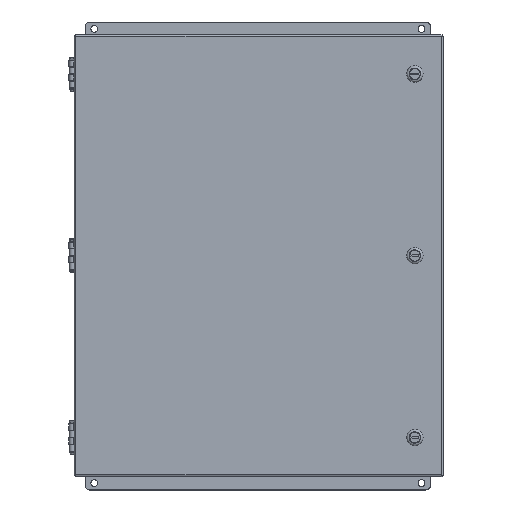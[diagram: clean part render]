
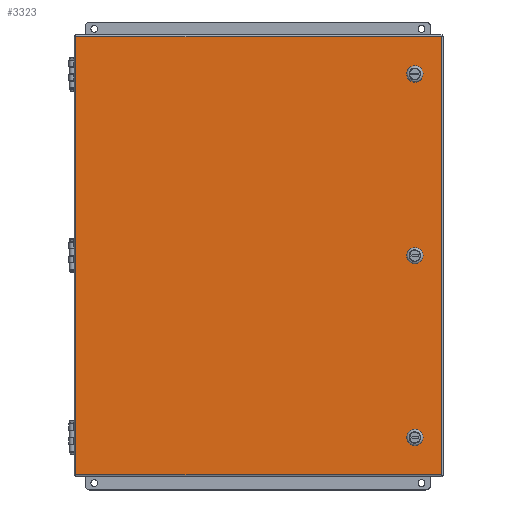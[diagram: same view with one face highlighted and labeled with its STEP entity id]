
A CAD part, top view. The second image highlights one B-rep face of the part: STEP entity #3323.
In plain terms, the highlighted face is planar.
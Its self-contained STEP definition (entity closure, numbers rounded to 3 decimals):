
#3323 = ADVANCED_FACE( '', ( #8082, #8083, #8084, #8085 ), #8086, .T. );
#8082 = FACE_BOUND( '', #18562, .T. );
#8083 = FACE_BOUND( '', #18563, .T. );
#8084 = FACE_BOUND( '', #18564, .T. );
#8085 = FACE_OUTER_BOUND( '', #18565, .T. );
#8086 = PLANE( '', #18566 );
#18562 = EDGE_LOOP( '', ( #52013, #52014, #52015, #52016 ) );
#18563 = EDGE_LOOP( '', ( #52017, #52018, #52019, #52020 ) );
#18564 = EDGE_LOOP( '', ( #52021, #52022, #52023, #52024 ) );
#18565 = EDGE_LOOP( '', ( #52025, #52026, #52027, #52028 ) );
#18566 = AXIS2_PLACEMENT_3D( '', #52029, #52030, #52031 );
#52013 = ORIENTED_EDGE( '', *, *, #72140, .F. );
#52014 = ORIENTED_EDGE( '', *, *, #71539, .F. );
#52015 = ORIENTED_EDGE( '', *, *, #72141, .F. );
#52016 = ORIENTED_EDGE( '', *, *, #72142, .F. );
#52017 = ORIENTED_EDGE( '', *, *, #72143, .F. );
#52018 = ORIENTED_EDGE( '', *, *, #72144, .F. );
#52019 = ORIENTED_EDGE( '', *, *, #72145, .F. );
#52020 = ORIENTED_EDGE( '', *, *, #72146, .F. );
#52021 = ORIENTED_EDGE( '', *, *, #72147, .F. );
#52022 = ORIENTED_EDGE( '', *, *, #72148, .F. );
#52023 = ORIENTED_EDGE( '', *, *, #72149, .F. );
#52024 = ORIENTED_EDGE( '', *, *, #72150, .F. );
#52025 = ORIENTED_EDGE( '', *, *, #72151, .T. );
#52026 = ORIENTED_EDGE( '', *, *, #72152, .F. );
#52027 = ORIENTED_EDGE( '', *, *, #72153, .T. );
#52028 = ORIENTED_EDGE( '', *, *, #72154, .T. );
#52029 = CARTESIAN_POINT( '', ( -257.81, 0., -308.61 ) );
#52030 = DIRECTION( '', ( 0., -1., 0. ) );
#52031 = DIRECTION( '', ( 0., 0., -1. ) );
#71539 = EDGE_CURVE( '', #79077, #79079, #79080, .T. );
#72140 = EDGE_CURVE( '', #79079, #80121, #80122, .T. );
#72141 = EDGE_CURVE( '', #80123, #79077, #80124, .T. );
#72142 = EDGE_CURVE( '', #80121, #80123, #80125, .T. );
#72143 = EDGE_CURVE( '', #80126, #80127, #80128, .T. );
#72144 = EDGE_CURVE( '', #80129, #80126, #80130, .T. );
#72145 = EDGE_CURVE( '', #80131, #80129, #80132, .T. );
#72146 = EDGE_CURVE( '', #80127, #80131, #80133, .T. );
#72147 = EDGE_CURVE( '', #80134, #80135, #80136, .T. );
#72148 = EDGE_CURVE( '', #80137, #80134, #80138, .T. );
#72149 = EDGE_CURVE( '', #80139, #80137, #80140, .T. );
#72150 = EDGE_CURVE( '', #80135, #80139, #80141, .T. );
#72151 = EDGE_CURVE( '', #77889, #80142, #80143, .T. );
#72152 = EDGE_CURVE( '', #80144, #80142, #80145, .T. );
#72153 = EDGE_CURVE( '', #80144, #79122, #80146, .T. );
#72154 = EDGE_CURVE( '', #79122, #77889, #80147, .T. );
#77889 = VERTEX_POINT( '', #88238 );
#79077 = VERTEX_POINT( '', #90933 );
#79079 = VERTEX_POINT( '', #90936 );
#79080 = LINE( '', #90937, #90938 );
#79122 = VERTEX_POINT( '', #91047 );
#80121 = VERTEX_POINT( '', #93503 );
#80122 = CIRCLE( '', #93504, 9.716 );
#80123 = VERTEX_POINT( '', #93505 );
#80124 = CIRCLE( '', #93506, 9.716 );
#80125 = LINE( '', #93507, #93508 );
#80126 = VERTEX_POINT( '', #93509 );
#80127 = VERTEX_POINT( '', #93510 );
#80128 = CIRCLE( '', #93511, 9.716 );
#80129 = VERTEX_POINT( '', #93512 );
#80130 = LINE( '', #93513, #93514 );
#80131 = VERTEX_POINT( '', #93515 );
#80132 = CIRCLE( '', #93516, 9.716 );
#80133 = LINE( '', #93517, #93518 );
#80134 = VERTEX_POINT( '', #93519 );
#80135 = VERTEX_POINT( '', #93520 );
#80136 = CIRCLE( '', #93521, 9.716 );
#80137 = VERTEX_POINT( '', #93522 );
#80138 = LINE( '', #93523, #93524 );
#80139 = VERTEX_POINT( '', #93525 );
#80140 = CIRCLE( '', #93526, 9.716 );
#80141 = LINE( '', #93527, #93528 );
#80142 = VERTEX_POINT( '', #93529 );
#80143 = LINE( '', #93530, #93531 );
#80144 = VERTEX_POINT( '', #93532 );
#80145 = LINE( '', #93533, #93534 );
#80146 = LINE( '', #93535, #93536 );
#80147 = LINE( '', #93537, #93538 );
#88238 = CARTESIAN_POINT( '', ( 255.473, 0., -306.273 ) );
#90933 = CARTESIAN_POINT( '', ( 226.441, 0., 248.678 ) );
#90936 = CARTESIAN_POINT( '', ( 226.441, 0., 259.322 ) );
#90937 = CARTESIAN_POINT( '', ( 226.441, 0., 259.322 ) );
#90938 = VECTOR( '', #114682, 1000. );
#91047 = CARTESIAN_POINT( '', ( -255.473, 0., -306.273 ) );
#93503 = CARTESIAN_POINT( '', ( 210.185, 0., 259.322 ) );
#93504 = AXIS2_PLACEMENT_3D( '', #115168, #115169, #115170 );
#93505 = CARTESIAN_POINT( '', ( 210.185, 0., 248.678 ) );
#93506 = AXIS2_PLACEMENT_3D( '', #115171, #115172, #115173 );
#93507 = CARTESIAN_POINT( '', ( 210.185, 0., 259.322 ) );
#93508 = VECTOR( '', #115174, 1000. );
#93509 = CARTESIAN_POINT( '', ( 226.441, 0., 5.322 ) );
#93510 = CARTESIAN_POINT( '', ( 210.185, 0., 5.322 ) );
#93511 = AXIS2_PLACEMENT_3D( '', #115175, #115176, #115177 );
#93512 = CARTESIAN_POINT( '', ( 226.441, 0., -5.322 ) );
#93513 = CARTESIAN_POINT( '', ( 226.441, 0., 5.322 ) );
#93514 = VECTOR( '', #115178, 1000. );
#93515 = CARTESIAN_POINT( '', ( 210.185, 0., -5.322 ) );
#93516 = AXIS2_PLACEMENT_3D( '', #115179, #115180, #115181 );
#93517 = CARTESIAN_POINT( '', ( 210.185, 0., 5.322 ) );
#93518 = VECTOR( '', #115182, 1000. );
#93519 = CARTESIAN_POINT( '', ( 226.441, 0., -248.678 ) );
#93520 = CARTESIAN_POINT( '', ( 210.185, 0., -248.678 ) );
#93521 = AXIS2_PLACEMENT_3D( '', #115183, #115184, #115185 );
#93522 = CARTESIAN_POINT( '', ( 226.441, 0., -259.322 ) );
#93523 = CARTESIAN_POINT( '', ( 226.441, 0., -248.678 ) );
#93524 = VECTOR( '', #115186, 1000. );
#93525 = CARTESIAN_POINT( '', ( 210.185, 0., -259.322 ) );
#93526 = AXIS2_PLACEMENT_3D( '', #115187, #115188, #115189 );
#93527 = CARTESIAN_POINT( '', ( 210.185, 0., -248.678 ) );
#93528 = VECTOR( '', #115190, 1000. );
#93529 = CARTESIAN_POINT( '', ( 255.473, 0., 306.273 ) );
#93530 = CARTESIAN_POINT( '', ( 255.473, 0., 306.273 ) );
#93531 = VECTOR( '', #115191, 1000. );
#93532 = CARTESIAN_POINT( '', ( -255.473, 0., 306.273 ) );
#93533 = CARTESIAN_POINT( '', ( -255.473, 0., 306.273 ) );
#93534 = VECTOR( '', #115192, 1000. );
#93535 = CARTESIAN_POINT( '', ( -255.473, 0., -308.61 ) );
#93536 = VECTOR( '', #115193, 1000. );
#93537 = CARTESIAN_POINT( '', ( 257.81, 0., -306.273 ) );
#93538 = VECTOR( '', #115194, 1000. );
#114682 = DIRECTION( '', ( 0., 0., 1. ) );
#115168 = CARTESIAN_POINT( '', ( 218.313, 0., 254. ) );
#115169 = DIRECTION( '', ( 0., -1., 0. ) );
#115170 = DIRECTION( '', ( 1., 0., 0. ) );
#115171 = CARTESIAN_POINT( '', ( 218.313, 0., 254. ) );
#115172 = DIRECTION( '', ( 0., -1., 0. ) );
#115173 = DIRECTION( '', ( 1., 0., 0. ) );
#115174 = DIRECTION( '', ( 0., 0., -1. ) );
#115175 = CARTESIAN_POINT( '', ( 218.313, 0., 0. ) );
#115176 = DIRECTION( '', ( 0., -1., 0. ) );
#115177 = DIRECTION( '', ( 1., 0., 0. ) );
#115178 = DIRECTION( '', ( 0., 0., 1. ) );
#115179 = CARTESIAN_POINT( '', ( 218.313, 0., 0. ) );
#115180 = DIRECTION( '', ( 0., -1., 0. ) );
#115181 = DIRECTION( '', ( 1., 0., 0. ) );
#115182 = DIRECTION( '', ( 0., 0., -1. ) );
#115183 = CARTESIAN_POINT( '', ( 218.313, 0., -254. ) );
#115184 = DIRECTION( '', ( 0., -1., 0. ) );
#115185 = DIRECTION( '', ( 1., 0., 0. ) );
#115186 = DIRECTION( '', ( 0., 0., 1. ) );
#115187 = CARTESIAN_POINT( '', ( 218.313, 0., -254. ) );
#115188 = DIRECTION( '', ( 0., -1., 0. ) );
#115189 = DIRECTION( '', ( 1., 0., 0. ) );
#115190 = DIRECTION( '', ( 0., 0., -1. ) );
#115191 = DIRECTION( '', ( 0., 0., 1. ) );
#115192 = DIRECTION( '', ( 1., 0., 0. ) );
#115193 = DIRECTION( '', ( 0., 0., -1. ) );
#115194 = DIRECTION( '', ( 1., 0., 0. ) );
